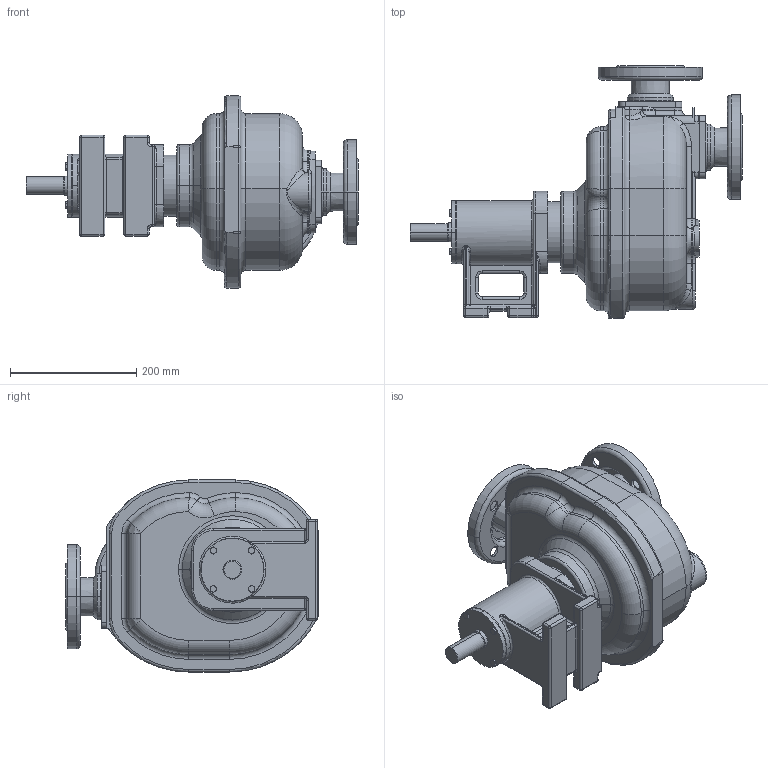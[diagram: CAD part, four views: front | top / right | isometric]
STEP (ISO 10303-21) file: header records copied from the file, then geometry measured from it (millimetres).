
FILE_DESCRIPTION((''),'2;1');
FILE_NAME('S_61_K_S_F','2018-02-14T12:00:05',('Nicola'),(''),'CREO PARAMETRIC BY PTC INC, 2017110','CREO PARAMETRIC BY PTC INC, 2017110','');
FILE_SCHEMA(('CONFIG_CONTROL_DESIGN'));
Length unit declared in the file: millimetre
Products named in the file (1): S_61_K_S_F
Bounding box: 525.5 x 400 x 304 mm (x, y, z)
Volume: 14306437.9 mm3; surface area: 703372 mm2
Topology: 1 solids, 3 shells, 707 faces, 1626 edges, 967 vertices
Faces by surface type: cylinder 288, plane 168, torus 150, cone 38, bspline 33, sphere 30
Entity records: 26082 total; most frequent: CARTESIAN_POINT 9676, DIRECTION 3776, ORIENTED_EDGE 3252, EDGE_CURVE 1626, AXIS2_PLACEMENT_3D 1606, VERTEX_POINT 967, CIRCLE 932, EDGE_LOOP 779
